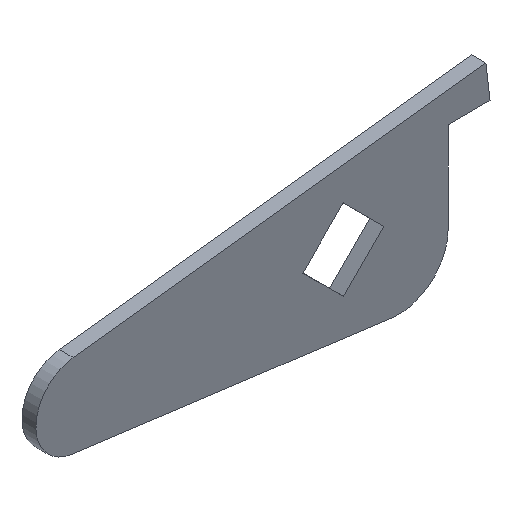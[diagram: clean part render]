
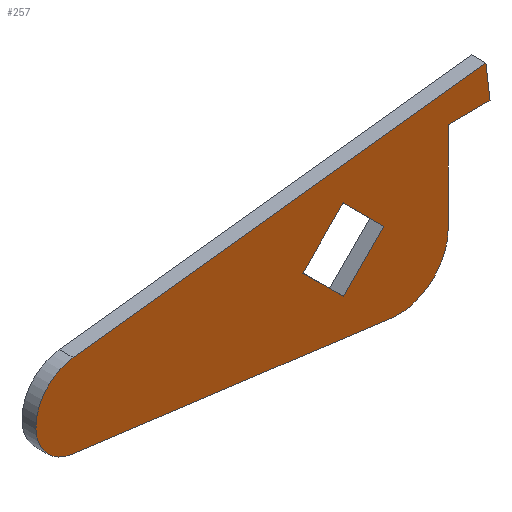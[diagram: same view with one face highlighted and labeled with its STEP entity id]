
A CAD part, isometric view. The second image highlights one B-rep face of the part: STEP entity #257.
In plain terms, the highlighted free-form (B-spline) face has degree [1, 1] with [2, 2] control points.
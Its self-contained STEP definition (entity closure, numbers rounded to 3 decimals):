
#151=CARTESIAN_POINT('',(-47.246,-2.0,14.177));
#152=CARTESIAN_POINT('',(24.247,-2.0,14.177));
#153=CARTESIAN_POINT('',(-47.246,-2.0,-13.245));
#154=CARTESIAN_POINT('',(24.247,-2.0,-13.245));
#155=B_SPLINE_SURFACE_WITH_KNOTS('',1,1,((#151,#153),(#152,#154)),.UNSPECIFIED.,.F.,.F.,.U.,(2,2),(2,2),(0.0,71.493),(0.0,27.422),.UNSPECIFIED.);
#156=CARTESIAN_POINT('',(20.418,-2.0,12.931));
#157=VERTEX_POINT('',#156);
#158=CARTESIAN_POINT('',(-38.67,-2.0,5.962));
#159=VERTEX_POINT('',#158);
#160=CARTESIAN_POINT('',(20.418,-2.0,12.931));
#161=CARTESIAN_POINT('',(-38.67,-2.0,5.962));
#162=QUASI_UNIFORM_CURVE('',1,(#160,#161),.UNSPECIFIED.,.F.,.U.);
#163=EDGE_CURVE('',#157,#159,#162,.T.);
#164=ORIENTED_EDGE('',*,*,#163,.T.);
#165=CARTESIAN_POINT('',(-38.777,-2.0,-5.95));
#166=VERTEX_POINT('',#165);
#167=CARTESIAN_POINT('',(-38.67,-2.0,5.962));
#168=CARTESIAN_POINT('',(-43.952,-2.,5.369));
#169=CARTESIAN_POINT('',(-44.,-2.0,0.054));
#170=CARTESIAN_POINT('',(-44.047,-2.,-5.261));
#171=CARTESIAN_POINT('',(-38.777,-2.0,-5.95));
#179=(BOUNDED_CURVE()B_SPLINE_CURVE(2,(#167,#168,#169,#170,#171),.UNSPECIFIED.,.F.,.U.)B_SPLINE_CURVE_WITH_KNOTS((3,2,3),(0.0,0.5,1.0),.UNSPECIFIED.)CURVE()GEOMETRIC_REPRESENTATION_ITEM()RATIONAL_B_SPLINE_CURVE((1.0,0.749,1.0,0.749,1.0))REPRESENTATION_ITEM(''));
#180=EDGE_CURVE('',#159,#166,#179,.T.);
#181=ORIENTED_EDGE('',*,*,#180,.T.);
#182=CARTESIAN_POINT('',(7.16,-2.0,-11.949));
#183=VERTEX_POINT('',#182);
#184=CARTESIAN_POINT('',(-38.777,-2.0,-5.95));
#185=CARTESIAN_POINT('',(7.16,-2.0,-11.949));
#186=QUASI_UNIFORM_CURVE('',1,(#184,#185),.UNSPECIFIED.,.F.,.U.);
#187=EDGE_CURVE('',#166,#183,#186,.T.);
#188=ORIENTED_EDGE('',*,*,#187,.T.);
#189=CARTESIAN_POINT('',(15.0,-2.0,-5.0));
#190=VERTEX_POINT('',#189);
#191=CARTESIAN_POINT('',(7.16,-2.0,-11.949));
#192=CARTESIAN_POINT('',(10.286,-2.,-12.327));
#193=CARTESIAN_POINT('',(12.643,-2.0,-10.238));
#194=CARTESIAN_POINT('',(15.,-2.,-8.149));
#195=CARTESIAN_POINT('',(15.0,-2.0,-5.0));
#203=(BOUNDED_CURVE()B_SPLINE_CURVE(2,(#191,#192,#193,#194,#195),.UNSPECIFIED.,.F.,.U.)B_SPLINE_CURVE_WITH_KNOTS((3,2,3),(0.0,0.5,1.0),.UNSPECIFIED.)CURVE()GEOMETRIC_REPRESENTATION_ITEM()RATIONAL_B_SPLINE_CURVE((1.0,0.912,1.0,0.912,1.0))REPRESENTATION_ITEM(''));
#204=EDGE_CURVE('',#183,#190,#203,.T.);
#205=ORIENTED_EDGE('',*,*,#204,.T.);
#206=CARTESIAN_POINT('',(15.0,-2.0,8.0));
#207=VERTEX_POINT('',#206);
#208=CARTESIAN_POINT('',(15.0,-2.0,-5.0));
#209=CARTESIAN_POINT('',(15.0,-2.0,8.0));
#210=QUASI_UNIFORM_CURVE('',1,(#208,#209),.UNSPECIFIED.,.F.,.U.);
#211=EDGE_CURVE('',#190,#207,#210,.T.);
#212=ORIENTED_EDGE('',*,*,#211,.T.);
#213=CARTESIAN_POINT('',(21.0,-2.0,8.0));
#214=VERTEX_POINT('',#213);
#215=CARTESIAN_POINT('',(15.0,-2.0,8.0));
#216=CARTESIAN_POINT('',(21.0,-2.0,8.0));
#217=QUASI_UNIFORM_CURVE('',1,(#215,#216),.UNSPECIFIED.,.F.,.U.);
#218=EDGE_CURVE('',#207,#214,#217,.T.);
#219=ORIENTED_EDGE('',*,*,#218,.T.);
#220=CARTESIAN_POINT('',(21.0,-2.0,8.0));
#221=CARTESIAN_POINT('',(20.418,-2.0,12.931));
#222=QUASI_UNIFORM_CURVE('',1,(#220,#221),.UNSPECIFIED.,.F.,.U.);
#223=EDGE_CURVE('',#214,#157,#222,.T.);
#224=ORIENTED_EDGE('',*,*,#223,.T.);
#225=EDGE_LOOP('',(#164,#181,#188,#205,#212,#219,#224));
#226=FACE_OUTER_BOUND('',#225,.T.);
#227=CARTESIAN_POINT('',(0.0,-2.0,-5.798));
#228=VERTEX_POINT('',#227);
#229=CARTESIAN_POINT('',(5.799,-2.0,0.0));
#230=VERTEX_POINT('',#229);
#231=CARTESIAN_POINT('',(0.0,-2.0,-5.798));
#232=CARTESIAN_POINT('',(5.799,-2.0,0.0));
#233=QUASI_UNIFORM_CURVE('',1,(#231,#232),.UNSPECIFIED.,.F.,.U.);
#234=EDGE_CURVE('',#228,#230,#233,.T.);
#235=ORIENTED_EDGE('',*,*,#234,.F.);
#236=CARTESIAN_POINT('',(-5.798,-2.0,0.0));
#237=VERTEX_POINT('',#236);
#238=CARTESIAN_POINT('',(-5.798,-2.0,0.0));
#239=CARTESIAN_POINT('',(0.0,-2.0,-5.798));
#240=QUASI_UNIFORM_CURVE('',1,(#238,#239),.UNSPECIFIED.,.F.,.U.);
#241=EDGE_CURVE('',#237,#228,#240,.T.);
#242=ORIENTED_EDGE('',*,*,#241,.F.);
#243=CARTESIAN_POINT('',(0.0,-2.0,5.798));
#244=VERTEX_POINT('',#243);
#245=CARTESIAN_POINT('',(0.0,-2.0,5.798));
#246=CARTESIAN_POINT('',(-5.798,-2.0,0.0));
#247=QUASI_UNIFORM_CURVE('',1,(#245,#246),.UNSPECIFIED.,.F.,.U.);
#248=EDGE_CURVE('',#244,#237,#247,.T.);
#249=ORIENTED_EDGE('',*,*,#248,.F.);
#250=CARTESIAN_POINT('',(5.799,-2.0,0.0));
#251=CARTESIAN_POINT('',(0.0,-2.0,5.798));
#252=QUASI_UNIFORM_CURVE('',1,(#250,#251),.UNSPECIFIED.,.F.,.U.);
#253=EDGE_CURVE('',#230,#244,#252,.T.);
#254=ORIENTED_EDGE('',*,*,#253,.F.);
#255=EDGE_LOOP('',(#235,#242,#249,#254));
#256=FACE_BOUND('',#255,.T.);
#257=ADVANCED_FACE('',(#226,#256),#155,.F.);
